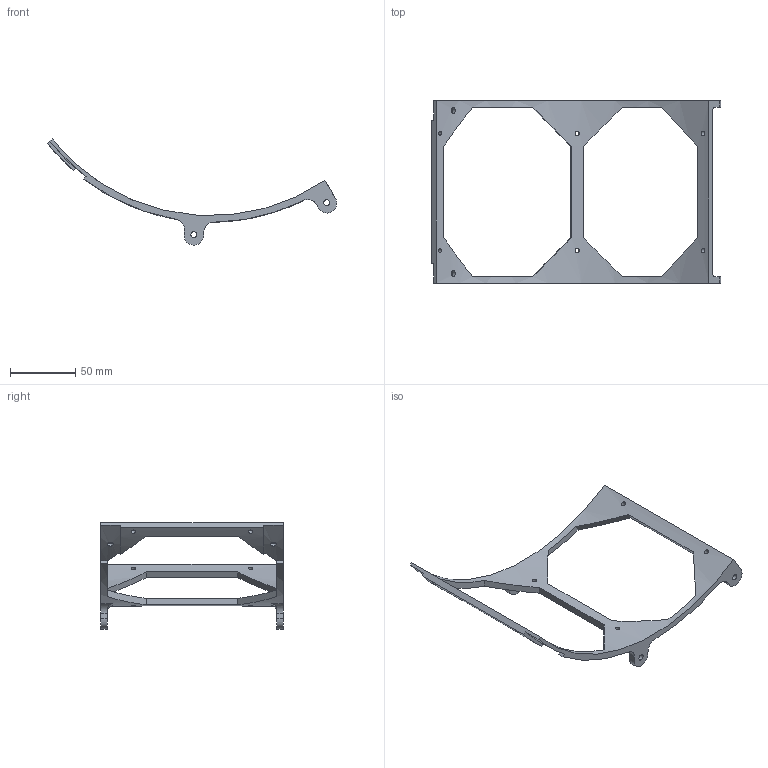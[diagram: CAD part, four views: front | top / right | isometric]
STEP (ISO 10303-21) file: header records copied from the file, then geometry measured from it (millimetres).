
FILE_DESCRIPTION(/* description */ (''),/* implementation_level */ '2;1');
FILE_NAME(/* name */ '',/* time_stamp */ '2026-01-08T12:32:43+03:00',/* author */ ('Phantom'),/* organization */ (''),/* preprocessor_version */ 'ST-DEVELOPER v20.1',/* originating_system */ 'Autodesk Inventor 2026',/* authorisation */ '');
FILE_SCHEMA (('AUTOMOTIVE_DESIGN { 1 0 10303 214 3 1 1 }'));
Length unit declared in the file: millimetre
Products named in the file (1): барабан для 
портфолио 2
Bounding box: 221.92 x 140 x 81.33 mm (x, y, z)
Volume: 50688 mm3; surface area: 29840.5 mm2
Topology: 1 solids, 1 shells, 65 faces, 206 edges, 143 vertices
Faces by surface type: plane 34, cylinder 27, torus 4
Full cylindrical faces by diameter (mm): 3.4 x6, 4.5 x6
Entity records: 3000 total; most frequent: CARTESIAN_POINT 1059, ORIENTED_EDGE 412, DIRECTION 372, EDGE_CURVE 206, VERTEX_POINT 142, AXIS2_PLACEMENT_3D 140, EDGE_LOOP 92, LINE 92
